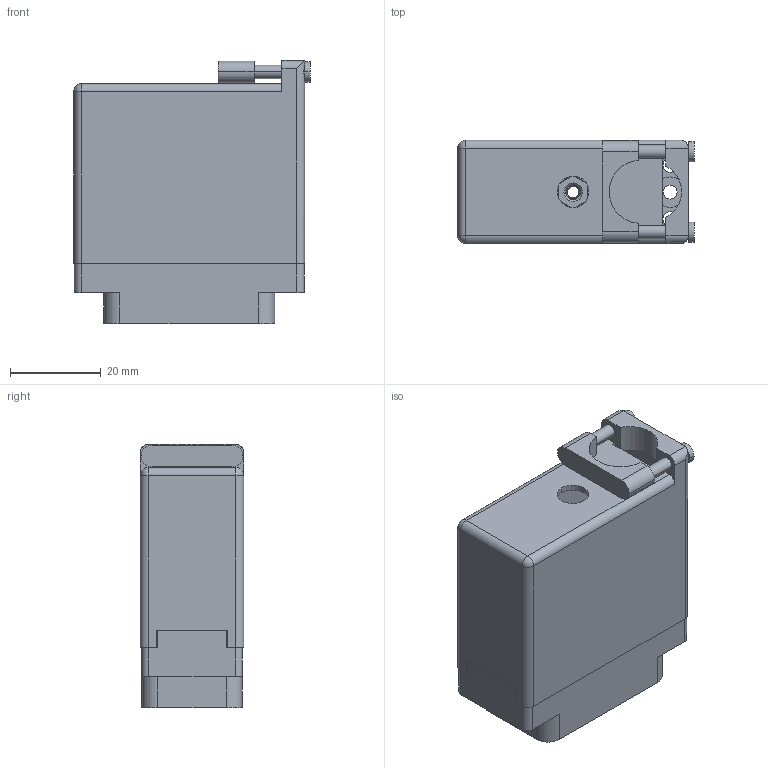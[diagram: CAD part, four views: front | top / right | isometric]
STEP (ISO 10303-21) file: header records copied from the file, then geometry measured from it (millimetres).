
FILE_DESCRIPTION (( 'STEP AP203' ), '1' );
FILE_NAME ('516-038-500-366.STEP', '2020-03-09T20:14:44', ( '' ), ( '' ), 'SwSTEP 2.0', 'SolidWorks 2016', '' );
FILE_SCHEMA (( 'CONFIG_CONTROL_DESIGN' ));
Length unit declared in the file: inch
Products named in the file (5): 516-292-001_500 Contact; 516-252-035-100_516-252-035-100; 516-038-500-366; 516 Plug Insulator_038; 516-230-001_Metal - 038 Top Entry
Assembly tree (41 placements, depth 2):
  516-038-500-366
    516 Plug Insulator_038
    516-292-001_500 Contact  x38
    516-230-001_Metal - 038 Top Entry
    516-252-035-100_516-252-035-100
Bounding box: 52.27 x 22.83 x 58.12 mm (x, y, z)
Volume: 19237.9 mm3; surface area: 32819.9 mm2
Topology: 41 solids, 41 shells, 3890 faces, 11274 edges, 7482 vertices
Faces by surface type: plane 2319, cylinder 1323, bspline 234, cone 12, sphere 2
Entity records: 39984 total; most frequent: CARTESIAN_POINT 9107, ORIENTED_EDGE 6264, DIRECTION 6042, EDGE_CURVE 3132, VECTOR 2262, LINE 2262, VERTEX_POINT 2080, AXIS2_PLACEMENT_3D 1890
